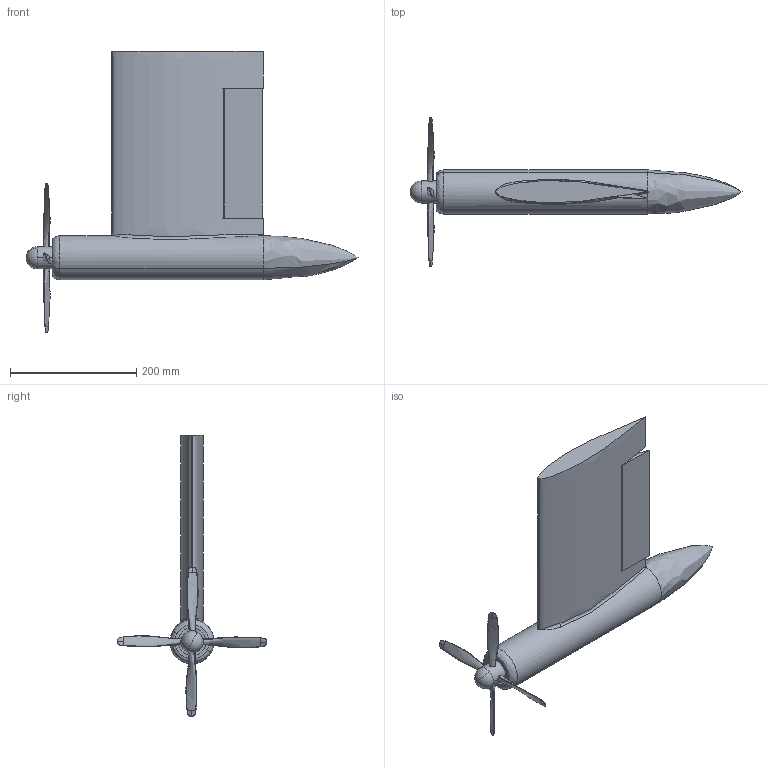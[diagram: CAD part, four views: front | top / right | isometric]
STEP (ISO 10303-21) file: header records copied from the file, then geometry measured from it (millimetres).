
FILE_DESCRIPTION(('CATIA V5 STEP Exchange'),'2;1');
FILE_NAME('PROWIM_assembly_dF+10.stp','2018-03-14T07:56:27+00:00',('none'),('none'),'CATIA Version 5 Release 21 SP 6 (IN-10)','CATIA V5 STEP AP203','none');
FILE_SCHEMA(('CONFIG_CONTROL_DESIGN'));
Products named in the file (1): model I _ symmetric wing_dF+10
Assembly tree (2 placements, depth 2):
  model I _ symmetric wing_dF+10
    #57
    #3169
Bounding box: 526 x 236.98 x 445.49 mm (x, y, z)
Volume: 3323037.4 mm3; surface area: 279585.4 mm2
Topology: 7 solids, 7 shells, 147 faces, 339 edges, 206 vertices
Faces by surface type: bspline 64, cylinder 28, torus 28, plane 17, revolution 4, extrusion 4, sphere 2
Entity records: 33258 total; most frequent: CARTESIAN_POINT 30595, ORIENTED_EDGE 670, EDGE_CURVE 335, DIRECTION 247, VERTEX_POINT 206, B_SPLINE_CURVE_WITH_KNOTS 198, AXIS2_PLACEMENT_3D 158, EDGE_LOOP 155
